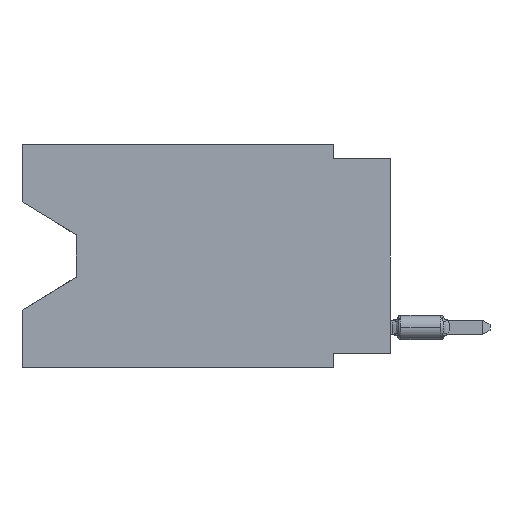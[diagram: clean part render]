
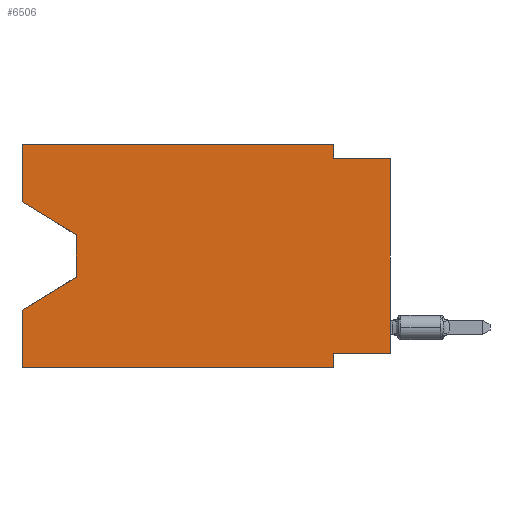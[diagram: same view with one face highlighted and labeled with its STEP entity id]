
A CAD part, left-side view. The second image highlights one B-rep face of the part: STEP entity #6506.
In plain terms, the highlighted planar face has unit normal (-1, 0, 0).
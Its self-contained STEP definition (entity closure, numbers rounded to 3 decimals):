
#310 = VECTOR ( 'NONE', #17242, 1000. ) ;
#743 = DIRECTION ( 'NONE',  ( 0., 0., 1. ) ) ;
#903 = DIRECTION ( 'NONE',  ( 0., 0., -1. ) ) ;
#1010 = CARTESIAN_POINT ( 'NONE',  ( 0., 13.97, -4.013 ) ) ;
#1482 = EDGE_CURVE ( 'NONE', #11958, #20411, #17515, .T. ) ;
#1686 = LINE ( 'NONE', #9569, #20507 ) ;
#1689 = CARTESIAN_POINT ( 'NONE',  ( 0., 16.383, 0. ) ) ;
#2067 = ORIENTED_EDGE ( 'NONE', *, *, #12631, .T. ) ;
#2071 = EDGE_CURVE ( 'NONE', #15252, #17439, #11609, .T. ) ;
#2326 = VERTEX_POINT ( 'NONE', #18014 ) ;
#2541 = VERTEX_POINT ( 'NONE', #13969 ) ;
#2759 = EDGE_CURVE ( 'NONE', #17439, #2541, #3113, .T. ) ;
#2923 = EDGE_CURVE ( 'NONE', #16188, #18750, #13576, .T. ) ;
#2941 = CARTESIAN_POINT ( 'NONE',  ( 0., 16.383, 0. ) ) ;
#3113 = LINE ( 'NONE', #9610, #14015 ) ;
#3455 = VECTOR ( 'NONE', #13620, 1000. ) ;
#4281 = ORIENTED_EDGE ( 'NONE', *, *, #2759, .T. ) ;
#4432 = VERTEX_POINT ( 'NONE', #13653 ) ;
#4633 = CARTESIAN_POINT ( 'NONE',  ( 0., 0., -0.635 ) ) ;
#4944 = VECTOR ( 'NONE', #16229, 1000. ) ;
#5120 = ORIENTED_EDGE ( 'NONE', *, *, #8039, .F. ) ;
#5153 = CARTESIAN_POINT ( 'NONE',  ( 0., 0., -9.271 ) ) ;
#5830 = CARTESIAN_POINT ( 'NONE',  ( 0., 16.383, 0. ) ) ;
#5997 = EDGE_CURVE ( 'NONE', #10083, #2326, #8047, .T. ) ;
#6506 = ADVANCED_FACE ( 'NONE', ( #18760 ), #17488, .F. ) ;
#6516 = DIRECTION ( 'NONE',  ( 0., 0.855, -0.519 ) ) ;
#6530 = VECTOR ( 'NONE', #18528, 1000. ) ;
#6749 = VECTOR ( 'NONE', #14824, 1000. ) ;
#7288 = CARTESIAN_POINT ( 'NONE',  ( 0., 13.97, -5.893 ) ) ;
#7447 = LINE ( 'NONE', #19034, #310 ) ;
#7809 = CARTESIAN_POINT ( 'NONE',  ( 0., 16.383, 0. ) ) ;
#8039 = EDGE_CURVE ( 'NONE', #9910, #4432, #13428, .T. ) ;
#8047 = LINE ( 'NONE', #9749, #4944 ) ;
#8164 = CARTESIAN_POINT ( 'NONE',  ( 0., 16.383, 0. ) ) ;
#8209 = CARTESIAN_POINT ( 'NONE',  ( 0., 2.54, 0. ) ) ;
#8270 = DIRECTION ( 'NONE',  ( 0., 0., 1. ) ) ;
#8322 = ORIENTED_EDGE ( 'NONE', *, *, #5997, .T. ) ;
#8491 = CARTESIAN_POINT ( 'NONE',  ( 0., 0., -0.635 ) ) ;
#9012 = VECTOR ( 'NONE', #8270, 1000. ) ;
#9242 = ORIENTED_EDGE ( 'NONE', *, *, #1482, .F. ) ;
#9424 = DIRECTION ( 'NONE',  ( 1., 0., 0. ) ) ;
#9447 = DIRECTION ( 'NONE',  ( 0., -1., 0. ) ) ;
#9569 = CARTESIAN_POINT ( 'NONE',  ( 0., 16.383, -2.546 ) ) ;
#9610 = CARTESIAN_POINT ( 'NONE',  ( 0., 13.97, -5.893 ) ) ;
#9749 = CARTESIAN_POINT ( 'NONE',  ( 0., 16.383, -9.906 ) ) ;
#9910 = VERTEX_POINT ( 'NONE', #5153 ) ;
#9923 = CARTESIAN_POINT ( 'NONE',  ( 0., 13.97, -4.013 ) ) ;
#10083 = VERTEX_POINT ( 'NONE', #15338 ) ;
#10111 = ORIENTED_EDGE ( 'NONE', *, *, #2071, .T. ) ;
#10321 = ORIENTED_EDGE ( 'NONE', *, *, #14589, .F. ) ;
#10569 = AXIS2_PLACEMENT_3D ( 'NONE', #7809, #9424, #903 ) ;
#10707 = EDGE_CURVE ( 'NONE', #20411, #16188, #16101, .T. ) ;
#11365 = VECTOR ( 'NONE', #14881, 1000. ) ;
#11443 = EDGE_CURVE ( 'NONE', #4432, #2326, #7447, .T. ) ;
#11513 = CARTESIAN_POINT ( 'NONE',  ( 0., 2.54, 0. ) ) ;
#11549 = LINE ( 'NONE', #8164, #9012 ) ;
#11609 = LINE ( 'NONE', #9923, #3455 ) ;
#11958 = VERTEX_POINT ( 'NONE', #5830 ) ;
#12036 = CARTESIAN_POINT ( 'NONE',  ( 0., 0., -9.271 ) ) ;
#12198 = ORIENTED_EDGE ( 'NONE', *, *, #11443, .F. ) ;
#12631 = EDGE_CURVE ( 'NONE', #9910, #18750, #15111, .T. ) ;
#12637 = VECTOR ( 'NONE', #13373, 1000. ) ;
#12804 = EDGE_CURVE ( 'NONE', #16092, #15252, #1686, .T. ) ;
#13135 = CARTESIAN_POINT ( 'NONE',  ( 0., 16.383, -2.546 ) ) ;
#13343 = VECTOR ( 'NONE', #9447, 1000. ) ;
#13373 = DIRECTION ( 'NONE',  ( 0., -1., 0. ) ) ;
#13428 = LINE ( 'NONE', #12036, #6530 ) ;
#13576 = LINE ( 'NONE', #8491, #12637 ) ;
#13620 = DIRECTION ( 'NONE',  ( 0., 0., -1. ) ) ;
#13653 = CARTESIAN_POINT ( 'NONE',  ( 0., 2.54, -9.271 ) ) ;
#13938 = EDGE_CURVE ( 'NONE', #10083, #2541, #17862, .T. ) ;
#13969 = CARTESIAN_POINT ( 'NONE',  ( 0., 16.383, -7.36 ) ) ;
#14015 = VECTOR ( 'NONE', #6516, 1000. ) ;
#14589 = EDGE_CURVE ( 'NONE', #16092, #11958, #11549, .T. ) ;
#14771 = DIRECTION ( 'NONE',  ( 0., -0.855, -0.519 ) ) ;
#14824 = DIRECTION ( 'NONE',  ( 0., 0., -1. ) ) ;
#14881 = DIRECTION ( 'NONE',  ( 0., 0., 1. ) ) ;
#15111 = LINE ( 'NONE', #18505, #18429 ) ;
#15252 = VERTEX_POINT ( 'NONE', #1010 ) ;
#15338 = CARTESIAN_POINT ( 'NONE',  ( 0., 16.383, -9.906 ) ) ;
#15890 = ORIENTED_EDGE ( 'NONE', *, *, #10707, .F. ) ;
#16085 = EDGE_LOOP ( 'NONE', ( #20592, #10111, #4281, #20634, #8322, #12198, #5120, #2067, #19464, #15890, #9242, #10321 ) ) ;
#16092 = VERTEX_POINT ( 'NONE', #13135 ) ;
#16101 = LINE ( 'NONE', #11513, #6749 ) ;
#16188 = VERTEX_POINT ( 'NONE', #19832 ) ;
#16229 = DIRECTION ( 'NONE',  ( 0., -1., 0. ) ) ;
#17242 = DIRECTION ( 'NONE',  ( 0., 0., -1. ) ) ;
#17439 = VERTEX_POINT ( 'NONE', #7288 ) ;
#17488 = PLANE ( 'NONE',  #10569 ) ;
#17515 = LINE ( 'NONE', #2941, #13343 ) ;
#17862 = LINE ( 'NONE', #1689, #11365 ) ;
#18014 = CARTESIAN_POINT ( 'NONE',  ( 0., 2.54, -9.906 ) ) ;
#18429 = VECTOR ( 'NONE', #743, 1000. ) ;
#18505 = CARTESIAN_POINT ( 'NONE',  ( 0., 0., 0. ) ) ;
#18528 = DIRECTION ( 'NONE',  ( 0., 1., 0. ) ) ;
#18750 = VERTEX_POINT ( 'NONE', #4633 ) ;
#18760 = FACE_OUTER_BOUND ( 'NONE', #16085, .T. ) ;
#19034 = CARTESIAN_POINT ( 'NONE',  ( 0., 2.54, -9.906 ) ) ;
#19464 = ORIENTED_EDGE ( 'NONE', *, *, #2923, .F. ) ;
#19832 = CARTESIAN_POINT ( 'NONE',  ( 0., 2.54, -0.635 ) ) ;
#20411 = VERTEX_POINT ( 'NONE', #8209 ) ;
#20507 = VECTOR ( 'NONE', #14771, 1000. ) ;
#20592 = ORIENTED_EDGE ( 'NONE', *, *, #12804, .T. ) ;
#20634 = ORIENTED_EDGE ( 'NONE', *, *, #13938, .F. ) ;
